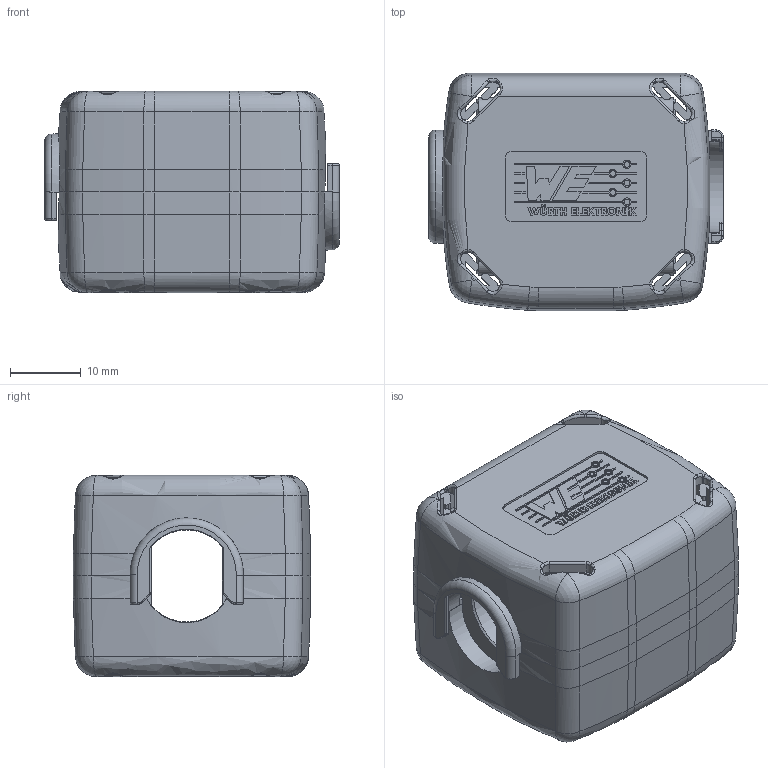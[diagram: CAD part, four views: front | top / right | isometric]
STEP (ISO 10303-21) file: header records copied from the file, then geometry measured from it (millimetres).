
FILE_DESCRIPTION(/* description */ (''),/* implementation_level */ '2;1');
FILE_NAME(/* name */ '74272222',/* time_stamp */ '2018-07-17T12:19:24+02:00',/* author */ ('WJ'),/* organization */ ('WÃ¼rth Elektronik eiSos GmbH & Co. KG'),/* preprocessor_version */ 'ST-DEVELOPER v16.7',/* originating_system */ 'DEX',/* authorisation */ $);
FILE_SCHEMA (('AUTOMOTIVE_DESIGN {1 0 10303 214 3 1 1}'));
Length unit declared in the file: millimetre
Products named in the file (4): 74272222; X-74272222_1; X-74272222_2; 742 7222C
Assembly tree (4 placements, depth 2):
  74272222
    X-74272222_1
    X-74272222_2
    742 7222C  x2
Bounding box: 41.6 x 33.5 x 28.4 mm (x, y, z)
Volume: 23223.8 mm3; surface area: 18140 mm2
Topology: 4 solids, 4 shells, 1535 faces, 4193 edges, 2701 vertices
Faces by surface type: plane 985, cylinder 259, bspline 204, torus 43, cone 30, sphere 14
Full cylindrical faces by diameter (mm): 3.2 x2, 4 x1
Entity records: 52828 total; most frequent: CARTESIAN_POINT 16261, ORIENTED_EDGE 8218, DIRECTION 6635, EDGE_CURVE 4109, LINE 2921, VECTOR 2921, VERTEX_POINT 2654, AXIS2_PLACEMENT_3D 1857
